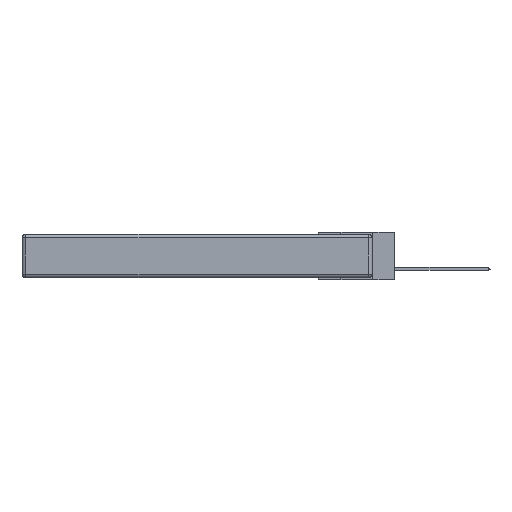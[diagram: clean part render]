
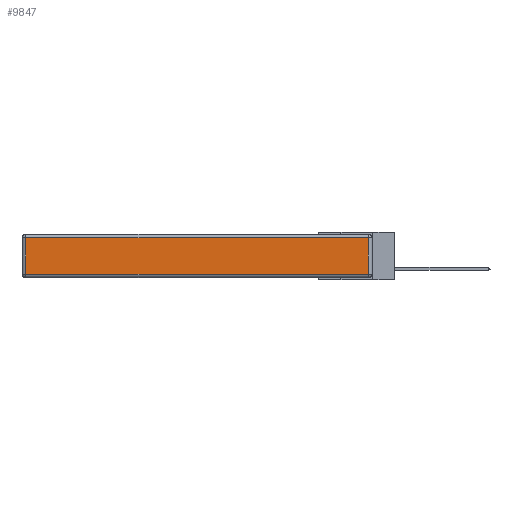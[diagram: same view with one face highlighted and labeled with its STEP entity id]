
A CAD part, left-side view. The second image highlights one B-rep face of the part: STEP entity #9847.
In plain terms, the highlighted planar face has unit normal (-1, 0, 0).
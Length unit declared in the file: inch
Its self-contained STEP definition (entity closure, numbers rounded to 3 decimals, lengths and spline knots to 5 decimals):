
#658 = EDGE_CURVE ( 'NONE', #12727, #11247, #12434, .T. ) ;
#803 = DIRECTION ( 'NONE',  ( -1., 0., 0. ) ) ;
#1760 = VECTOR ( 'NONE', #14783, 39.37008 ) ;
#2128 = LINE ( 'NONE', #22244, #24559 ) ;
#3297 = CARTESIAN_POINT ( 'NONE',  ( 0., 2.72, -0.03 ) ) ;
#3768 = VERTEX_POINT ( 'NONE', #3297 ) ;
#4336 = VECTOR ( 'NONE', #19559, 39.37008 ) ;
#6436 = EDGE_CURVE ( 'NONE', #11247, #17835, #2128, .T. ) ;
#6699 = CARTESIAN_POINT ( 'NONE',  ( 0., 0.03, -0.03 ) ) ;
#7008 = AXIS2_PLACEMENT_3D ( 'NONE', #22056, #803, #29174 ) ;
#9589 = DIRECTION ( 'NONE',  ( 0., 1., 0. ) ) ;
#9847 = ADVANCED_FACE ( 'NONE', ( #17902 ), #10083, .T. ) ;
#10083 = PLANE ( 'NONE',  #7008 ) ;
#10179 = ORIENTED_EDGE ( 'NONE', *, *, #658, .T. ) ;
#10634 = LINE ( 'NONE', #12447, #1760 ) ;
#11247 = VERTEX_POINT ( 'NONE', #14097 ) ;
#11443 = CARTESIAN_POINT ( 'NONE',  ( 0., 2.75, -0.03 ) ) ;
#12434 = LINE ( 'NONE', #29340, #4336 ) ;
#12447 = CARTESIAN_POINT ( 'NONE',  ( 0., 2.72, -0.343 ) ) ;
#12727 = VERTEX_POINT ( 'NONE', #14949 ) ;
#14097 = CARTESIAN_POINT ( 'NONE',  ( 0., 0.03, -0.313 ) ) ;
#14391 = ORIENTED_EDGE ( 'NONE', *, *, #21297, .T. ) ;
#14783 = DIRECTION ( 'NONE',  ( 0., 0., -1. ) ) ;
#14949 = CARTESIAN_POINT ( 'NONE',  ( 0., 2.72, -0.313 ) ) ;
#15259 = ORIENTED_EDGE ( 'NONE', *, *, #19967, .T. ) ;
#15950 = VECTOR ( 'NONE', #9589, 39.37008 ) ;
#17835 = VERTEX_POINT ( 'NONE', #6699 ) ;
#17902 = FACE_OUTER_BOUND ( 'NONE', #20730, .T. ) ;
#19247 = LINE ( 'NONE', #11443, #15950 ) ;
#19559 = DIRECTION ( 'NONE',  ( 0., -1., 0. ) ) ;
#19967 = EDGE_CURVE ( 'NONE', #3768, #12727, #10634, .T. ) ;
#20730 = EDGE_LOOP ( 'NONE', ( #10179, #28173, #14391, #15259 ) ) ;
#21297 = EDGE_CURVE ( 'NONE', #17835, #3768, #19247, .T. ) ;
#22056 = CARTESIAN_POINT ( 'NONE',  ( 0., 0., -0.343 ) ) ;
#22244 = CARTESIAN_POINT ( 'NONE',  ( 0., 0.03, -0.343 ) ) ;
#24559 = VECTOR ( 'NONE', #29260, 39.37008 ) ;
#28173 = ORIENTED_EDGE ( 'NONE', *, *, #6436, .T. ) ;
#29174 = DIRECTION ( 'NONE',  ( 0., 0., 1. ) ) ;
#29260 = DIRECTION ( 'NONE',  ( 0., 0., 1. ) ) ;
#29340 = CARTESIAN_POINT ( 'NONE',  ( 0., 0., -0.313 ) ) ;
